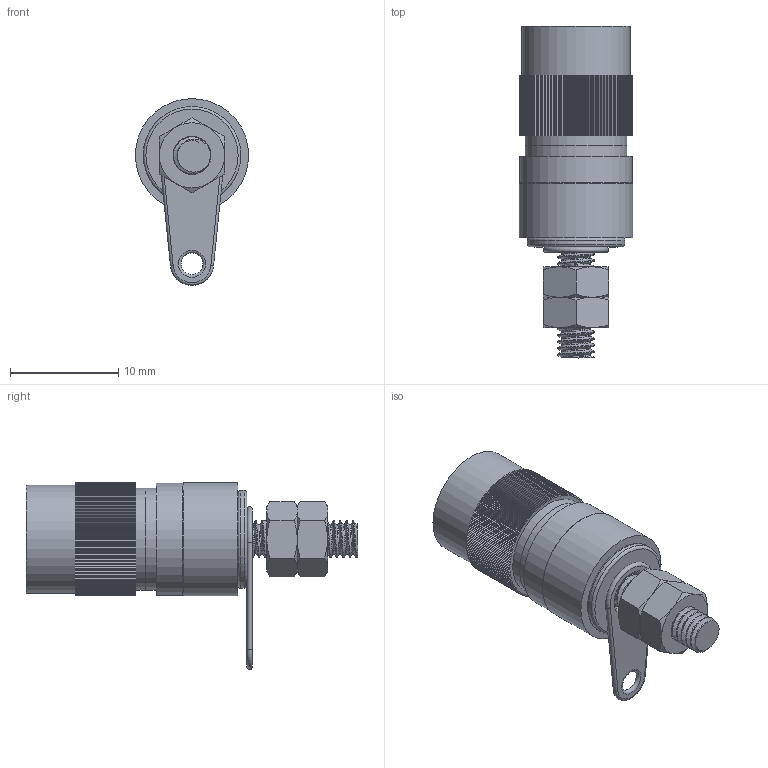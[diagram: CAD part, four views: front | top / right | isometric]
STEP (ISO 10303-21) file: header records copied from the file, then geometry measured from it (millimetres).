
FILE_DESCRIPTION(/* description */ (''),/* implementation_level */ '2;1');
FILE_NAME(/* name */ 'banana socket Black.step',/* time_stamp */ '2018-08-10T16:03:23+02:00',/* author */ ('robert4SETP'),/* organization */ (''),/* preprocessor_version */ 'ST-DEVELOPER v17',/* originating_system */ 'Autodesk Translation Framework v7.1.0.215',/* authorisation */ '');
FILE_SCHEMA (('AUTOMOTIVE_DESIGN { 1 0 10303 214 3 1 1 }'));
Length unit declared in the file: millimetre
Products named in the file (2): banana socket Black; 90592A010
Assembly tree (1 placements, depth 2):
  banana socket Black
    90592A010
Bounding box: 10.45 x 30.6 x 17.22 mm (x, y, z)
Volume: 1516.2 mm3; surface area: 2951.1 mm2
Topology: 8 solids, 8 shells, 616 faces, 1755 edges, 1163 vertices
Faces by surface type: plane 438, cylinder 132, cone 32, bspline 8, torus 6
Full cylindrical faces by diameter (mm): 2.721 x6, 2.732 x27, 3.4 x1, 3.417 x26, 3.5 x6, 4 x1, 4.8 x1, 4.848 x18, 5.35 x3, 5.4 x1, 5.427 x16, 7.75 x1, 7.85 x1, 9 x1, 9.4 x2, 10 x1, 10.35 x1, 10.45 x1
Entity records: 26280 total; most frequent: CARTESIAN_POINT 10653, ORIENTED_EDGE 3510, DIRECTION 2836, EDGE_CURVE 1755, LINE 1342, VECTOR 1342, VERTEX_POINT 1163, AXIS2_PLACEMENT_3D 747
